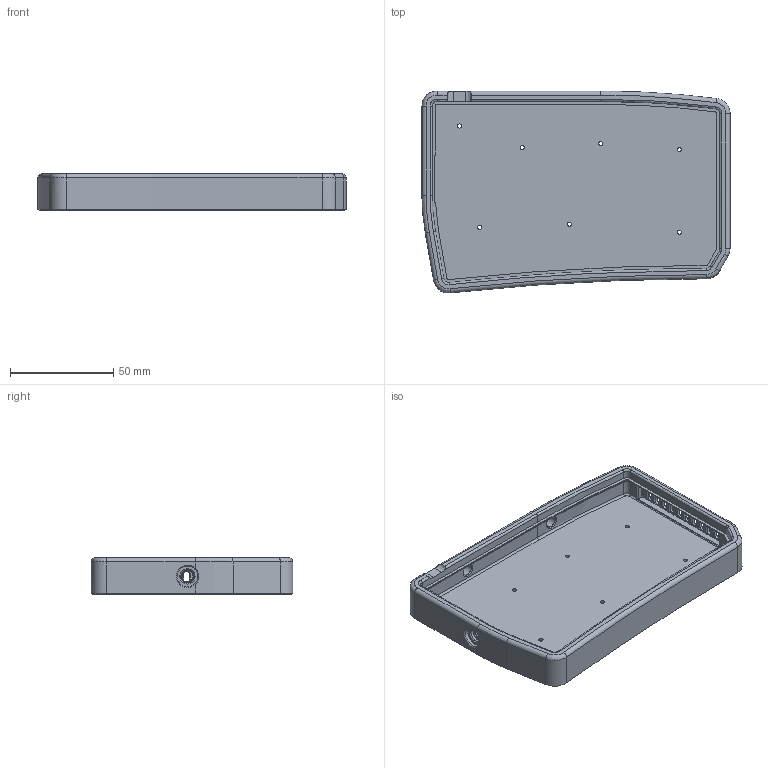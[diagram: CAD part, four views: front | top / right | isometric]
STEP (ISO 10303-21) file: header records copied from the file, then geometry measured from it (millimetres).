
FILE_DESCRIPTION(/* description */ ('STEP AP242','CAx-IF Rec.Pracs.---Representation and Presentation of Product Manufacturing Information (PMI)---4.0---2014-10-13','CAx-IF Rec.Pracs.---3D Tessellated Geometry---0.4---2014-09-14','2;1'),/* implementation_level */ '2;1');
FILE_NAME(/* name */ '63e4f0d003b3c042dfc933bd',/* time_stamp */ '2023-02-09T13:10:42+00:00',/* author */ (''),/* organization */ (''),/* preprocessor_version */ 'ST-DEVELOPER v18.102',/* originating_system */ ' ',/* authorisation */ ' ');
FILE_SCHEMA (('AP242_MANAGED_MODEL_BASED_3D_ENGINEERING_MIM_LF { 1 0 10303 442 1 1 4 }'));
Length unit declared in the file: metre
Products named in the file (1): Case R
Bounding box: 149.4 x 97.9 x 17.6 mm (x, y, z)
Volume: 71560.5 mm3; surface area: 42365.7 mm2
Topology: 1 solids, 1 shells, 342 faces, 845 edges, 501 vertices
Faces by surface type: plane 129, bspline 94, cone 65, cylinder 52, torus 2
Full cylindrical faces by diameter (mm): 2 x7, 3.6 x7, 5.4 x1, 5.6 x2, 6.4 x1, 10 x1
Entity records: 12780 total; most frequent: CARTESIAN_POINT 5596, ORIENTED_EDGE 1586, DIRECTION 1209, EDGE_CURVE 793, VERTEX_POINT 488, AXIS2_PLACEMENT_3D 432, EDGE_LOOP 417, FACE_BOUND 417
